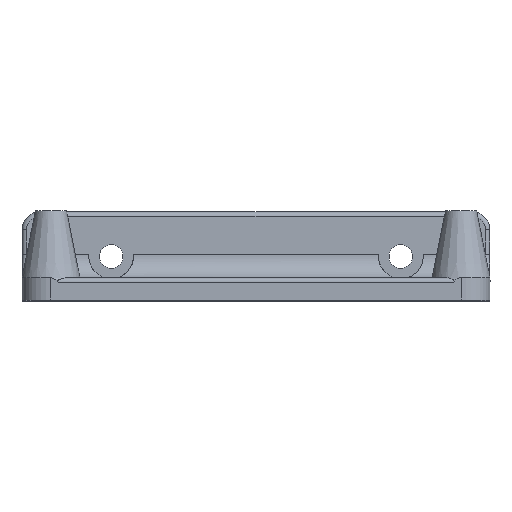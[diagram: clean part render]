
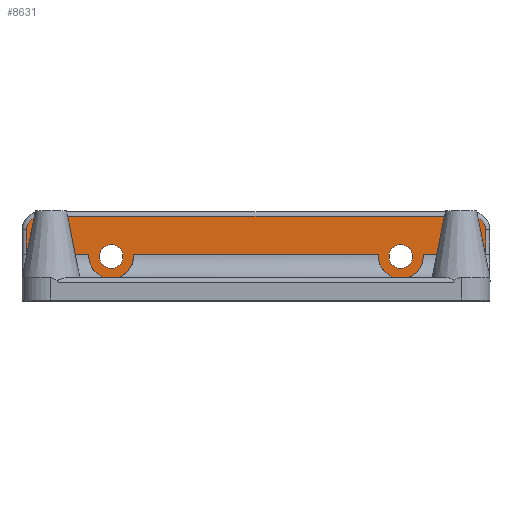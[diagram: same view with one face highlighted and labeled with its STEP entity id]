
A CAD part, top view. The second image highlights one B-rep face of the part: STEP entity #8631.
In plain terms, the highlighted planar face has unit normal (0, 0, 1).
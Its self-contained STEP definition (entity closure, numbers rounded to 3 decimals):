
#133=FACE_BOUND('',#803,.T.);
#134=FACE_BOUND('',#804,.T.);
#211=CIRCLE('',#9057,5.);
#212=CIRCLE('',#9059,5.);
#213=CIRCLE('',#9061,2.65);
#215=CIRCLE('',#9064,2.65);
#232=CIRCLE('',#9094,3.);
#242=CIRCLE('',#9109,3.);
#308=FACE_OUTER_BOUND('',#802,.T.);
#802=EDGE_LOOP('',(#6309,#6310,#6311,#6312,#6313,#6314,#6315,#6316,#6317,
#6318));
#803=EDGE_LOOP('',(#6319));
#804=EDGE_LOOP('',(#6320));
#1682=LINE('',#12723,#2865);
#1683=LINE('',#12726,#2866);
#1690=LINE('',#12800,#2873);
#1694=LINE('',#12830,#2877);
#1696=LINE('',#12836,#2879);
#1698=LINE('',#12842,#2881);
#2865=VECTOR('',#10047,10.);
#2866=VECTOR('',#10050,10.);
#2873=VECTOR('',#10119,10.);
#2877=VECTOR('',#10149,10.);
#2879=VECTOR('',#10159,10.);
#2881=VECTOR('',#10167,10.);
#4037=VERTEX_POINT('',#12653);
#4038=VERTEX_POINT('',#12666);
#4039=VERTEX_POINT('',#12681);
#4040=VERTEX_POINT('',#12694);
#4041=VERTEX_POINT('',#12709);
#4043=VERTEX_POINT('',#12715);
#4045=VERTEX_POINT('',#12721);
#4046=VERTEX_POINT('',#12725);
#4060=VERTEX_POINT('',#12788);
#4061=VERTEX_POINT('',#12789);
#4070=VERTEX_POINT('',#12823);
#4071=VERTEX_POINT('',#12825);
#4894=EDGE_CURVE('',#4038,#4037,#211,.T.);
#4897=EDGE_CURVE('',#4040,#4039,#212,.T.);
#4899=EDGE_CURVE('',#4041,#4041,#213,.T.);
#4902=EDGE_CURVE('',#4043,#4043,#215,.T.);
#4906=EDGE_CURVE('',#4045,#4039,#1682,.T.);
#4907=EDGE_CURVE('',#4038,#4046,#1683,.T.);
#4932=EDGE_CURVE('',#4060,#4061,#232,.T.);
#4938=EDGE_CURVE('',#4061,#4045,#1690,.T.);
#4948=EDGE_CURVE('',#4070,#4071,#242,.T.);
#4951=EDGE_CURVE('',#4046,#4070,#1694,.T.);
#4954=EDGE_CURVE('',#4071,#4060,#1696,.T.);
#4957=EDGE_CURVE('',#4040,#4037,#1698,.T.);
#6309=ORIENTED_EDGE('',*,*,#4957,.F.);
#6310=ORIENTED_EDGE('',*,*,#4897,.T.);
#6311=ORIENTED_EDGE('',*,*,#4906,.F.);
#6312=ORIENTED_EDGE('',*,*,#4938,.F.);
#6313=ORIENTED_EDGE('',*,*,#4932,.F.);
#6314=ORIENTED_EDGE('',*,*,#4954,.F.);
#6315=ORIENTED_EDGE('',*,*,#4948,.F.);
#6316=ORIENTED_EDGE('',*,*,#4951,.F.);
#6317=ORIENTED_EDGE('',*,*,#4907,.F.);
#6318=ORIENTED_EDGE('',*,*,#4894,.T.);
#6319=ORIENTED_EDGE('',*,*,#4899,.T.);
#6320=ORIENTED_EDGE('',*,*,#4902,.T.);
#8211=PLANE('',#9119);
#8631=ADVANCED_FACE('',(#308,#133,#134),#8211,.T.);
#9057=AXIS2_PLACEMENT_3D('',#12667,#10023,#10024);
#9059=AXIS2_PLACEMENT_3D('',#12695,#10027,#10028);
#9061=AXIS2_PLACEMENT_3D('',#12710,#10031,#10032);
#9064=AXIS2_PLACEMENT_3D('',#12716,#10038,#10039);
#9094=AXIS2_PLACEMENT_3D('',#12790,#10106,#10107);
#9109=AXIS2_PLACEMENT_3D('',#12826,#10141,#10142);
#9119=AXIS2_PLACEMENT_3D('',#12841,#10165,#10166);
#10023=DIRECTION('center_axis',(0.,0.,1.));
#10024=DIRECTION('ref_axis',(1.,0.,0.));
#10027=DIRECTION('center_axis',(0.,0.,1.));
#10028=DIRECTION('ref_axis',(1.,0.,0.));
#10031=DIRECTION('center_axis',(0.,0.,-1.));
#10032=DIRECTION('ref_axis',(1.,0.,0.));
#10038=DIRECTION('center_axis',(0.,0.,-1.));
#10039=DIRECTION('ref_axis',(1.,0.,0.));
#10047=DIRECTION('',(-1.,0.,0.));
#10050=DIRECTION('',(-1.,0.,0.));
#10106=DIRECTION('center_axis',(0.,0.,-1.));
#10107=DIRECTION('ref_axis',(0.707,0.707,0.));
#10119=DIRECTION('',(0.,-1.,0.));
#10141=DIRECTION('center_axis',(0.,0.,-1.));
#10142=DIRECTION('ref_axis',(-0.707,0.707,0.));
#10149=DIRECTION('',(0.,1.,0.));
#10159=DIRECTION('',(1.,0.,0.));
#10165=DIRECTION('center_axis',(0.,0.,1.));
#10166=DIRECTION('ref_axis',(1.,0.,0.));
#10167=DIRECTION('',(-1.,0.,0.));
#12653=CARTESIAN_POINT('',(-27.525,5.5,-70.));
#12666=CARTESIAN_POINT('',(-37.475,5.5,-70.));
#12667=CARTESIAN_POINT('Origin',(-32.5,5.,-70.));
#12681=CARTESIAN_POINT('',(37.475,5.5,-70.));
#12694=CARTESIAN_POINT('',(27.525,5.5,-70.));
#12695=CARTESIAN_POINT('Origin',(32.5,5.,-70.));
#12709=CARTESIAN_POINT('',(-35.15,5.,-70.));
#12710=CARTESIAN_POINT('Origin',(-32.5,5.,-70.));
#12715=CARTESIAN_POINT('',(29.85,5.,-70.));
#12716=CARTESIAN_POINT('Origin',(32.5,5.,-70.));
#12721=CARTESIAN_POINT('',(51.5,5.5,-70.));
#12723=CARTESIAN_POINT('',(-3.25,5.5,-70.));
#12725=CARTESIAN_POINT('',(-51.5,5.5,-70.));
#12726=CARTESIAN_POINT('',(-3.25,5.5,-70.));
#12788=CARTESIAN_POINT('',(48.5,14.,-70.));
#12789=CARTESIAN_POINT('',(51.5,11.,-70.));
#12790=CARTESIAN_POINT('Origin',(48.5,11.,-70.));
#12800=CARTESIAN_POINT('',(51.5,0.,-70.));
#12823=CARTESIAN_POINT('',(-51.5,11.,-70.));
#12825=CARTESIAN_POINT('',(-48.5,14.,-70.));
#12826=CARTESIAN_POINT('Origin',(-48.5,11.,-70.));
#12830=CARTESIAN_POINT('',(-51.5,0.,-70.));
#12836=CARTESIAN_POINT('',(-26.25,14.,-70.));
#12841=CARTESIAN_POINT('Origin',(-52.5,0.,-70.));
#12842=CARTESIAN_POINT('',(-3.25,5.5,-70.));
